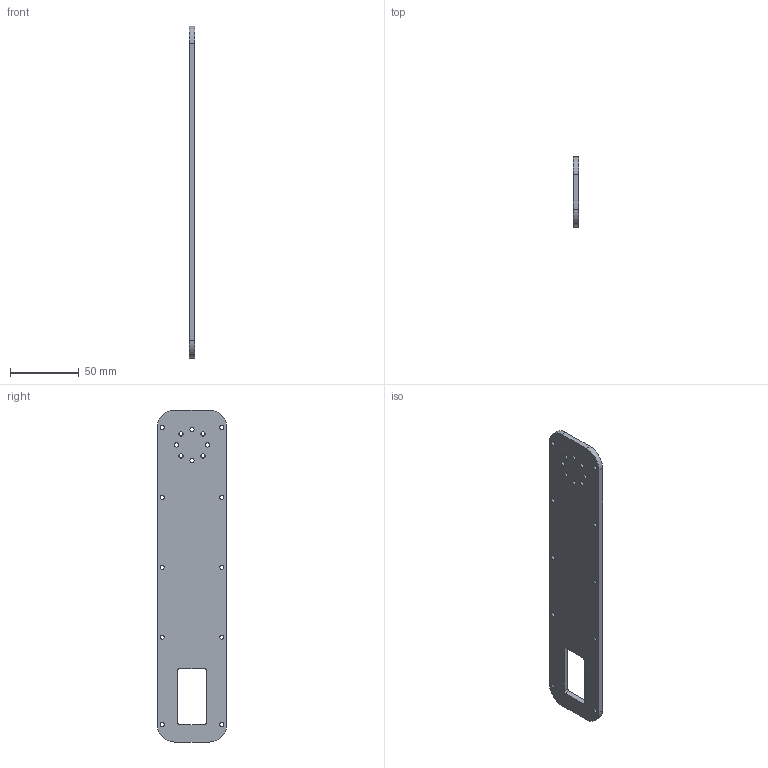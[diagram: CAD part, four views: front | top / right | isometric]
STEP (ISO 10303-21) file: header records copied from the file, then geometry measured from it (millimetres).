
FILE_DESCRIPTION(/* description */ (''),/* implementation_level */ '2;1');
FILE_NAME(/* name */ 'ARM3SMALL.stp',/* time_stamp */ '2024-08-01T21:19:56-04:00',/* author */ ('Preston'),/* organization */ (''),/* preprocessor_version */ 'ST-DEVELOPER v19.2',/* originating_system */ 'Autodesk Inventor 2024',/* authorisation */ '');
FILE_SCHEMA (('AUTOMOTIVE_DESIGN { 1 0 10303 214 3 1 1 }'));
Length unit declared in the file: inch
Products named in the file (1): ARM3SMALL
Bounding box: 3.81 x 50.8 x 241.3 mm (x, y, z)
Volume: 42494.9 mm3; surface area: 25564.6 mm2
Topology: 1 solids, 1 shells, 36 faces, 161 edges, 185 vertices
Faces by surface type: cylinder 26, plane 10
Full cylindrical faces by diameter (mm): 3.048 x18
Entity records: 1611 total; most frequent: CARTESIAN_POINT 332, DIRECTION 282, ORIENTED_EDGE 204, AXIS2_PLACEMENT_3D 116, EDGE_CURVE 102, CIRCLE 79, EDGE_LOOP 74, VERTEX_POINT 68
